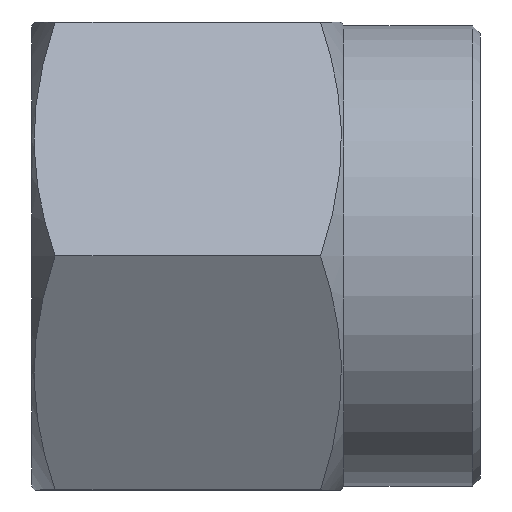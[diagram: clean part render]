
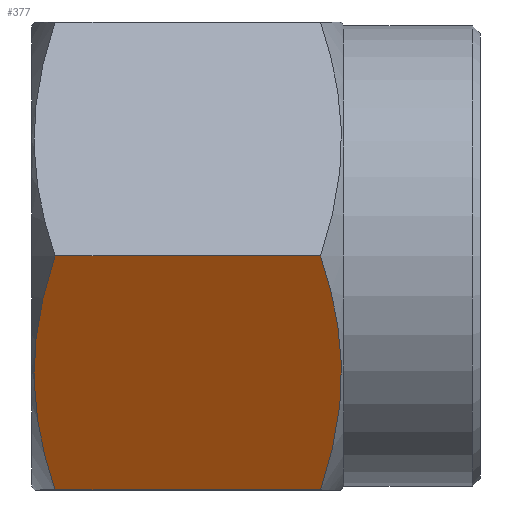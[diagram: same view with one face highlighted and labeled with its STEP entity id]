
A CAD part, left-side view. The second image highlights one B-rep face of the part: STEP entity #377.
In plain terms, the highlighted planar face has unit normal (-0.866, 0, -0.5).
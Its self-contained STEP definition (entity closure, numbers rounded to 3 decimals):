
#20 = AXIS2_PLACEMENT_3D ( 'NONE', #891, #882, #881 ) ;
#46 = CARTESIAN_POINT ( 'NONE',  ( -6.928, 11.5, 0. ) ) ;
#47 = DIRECTION ( 'NONE',  ( 0., -1., 0. ) ) ;
#48 = CARTESIAN_POINT ( 'NONE',  ( -3.464, 11.5, -6. ) ) ;
#49 = DIRECTION ( 'NONE',  ( 0., -1., 0. ) ) ;
#202 = CARTESIAN_POINT ( 'NONE',  ( -6.928, 4.094, 0. ) ) ;
#203 = CARTESIAN_POINT ( 'NONE',  ( -6.363, 3.767, -0.98 ) ) ;
#204 = CARTESIAN_POINT ( 'NONE',  ( -5.788, 3.558, -1.974 ) ) ;
#205 = CARTESIAN_POINT ( 'NONE',  ( -5.052, 3.558, -3.249 ) ) ;
#206 = CARTESIAN_POINT ( 'NONE',  ( -4.904, 3.57, -3.506 ) ) ;
#207 = CARTESIAN_POINT ( 'NONE',  ( -4.612, 3.619, -4.012 ) ) ;
#208 = CARTESIAN_POINT ( 'NONE',  ( -4.466, 3.655, -4.264 ) ) ;
#209 = CARTESIAN_POINT ( 'NONE',  ( -4.033, 3.795, -5.015 ) ) ;
#210 = CARTESIAN_POINT ( 'NONE',  ( -3.747, 3.93, -5.51 ) ) ;
#211 = CARTESIAN_POINT ( 'NONE',  ( -3.464, 4.094, -6. ) ) ;
#232 = CARTESIAN_POINT ( 'NONE',  ( -6.928, 10.906, 0. ) ) ;
#233 = CARTESIAN_POINT ( 'NONE',  ( -3.464, 10.906, -6. ) ) ;
#235 = CARTESIAN_POINT ( 'NONE',  ( -6.928, 4.094, 0. ) ) ;
#236 = CARTESIAN_POINT ( 'NONE',  ( -3.464, 4.094, -6. ) ) ;
#340 = CARTESIAN_POINT ( 'NONE',  ( -3.464, 10.906, -6. ) ) ;
#341 = CARTESIAN_POINT ( 'NONE',  ( -4.03, 11.233, -5.02 ) ) ;
#342 = CARTESIAN_POINT ( 'NONE',  ( -4.604, 11.442, -4.026 ) ) ;
#343 = CARTESIAN_POINT ( 'NONE',  ( -5.34, 11.442, -2.751 ) ) ;
#344 = CARTESIAN_POINT ( 'NONE',  ( -5.488, 11.43, -2.494 ) ) ;
#345 = CARTESIAN_POINT ( 'NONE',  ( -5.781, 11.381, -1.988 ) ) ;
#346 = CARTESIAN_POINT ( 'NONE',  ( -5.926, 11.345, -1.736 ) ) ;
#348 = CARTESIAN_POINT ( 'NONE',  ( -6.928, 10.906, 0. ) ) ;
#349 = CARTESIAN_POINT ( 'NONE',  ( -6.36, 11.205, -0.985 ) ) ;
#352 = CARTESIAN_POINT ( 'NONE',  ( -6.645, 11.07, -0.49 ) ) ;
#363 = EDGE_CURVE ( 'NONE', #534, #533, #869, .T. ) ;
#377 = ADVANCED_FACE ( 'NONE', ( #708 ), #741, .F. ) ;
#390 = EDGE_CURVE ( 'NONE', #533, #538, #470, .T. ) ;
#391 = EDGE_CURVE ( 'NONE', #534, #539, #472, .T. ) ;
#432 = EDGE_CURVE ( 'NONE', #538, #539, #850, .T. ) ;
#470 = LINE ( 'NONE', #46, #777 ) ;
#472 = LINE ( 'NONE', #48, #779 ) ;
#533 = VERTEX_POINT ( 'NONE', #232 ) ;
#534 = VERTEX_POINT ( 'NONE', #233 ) ;
#538 = VERTEX_POINT ( 'NONE', #235 ) ;
#539 = VERTEX_POINT ( 'NONE', #236 ) ;
#560 = EDGE_LOOP ( 'NONE', ( #594, #598, #593, #656 ) ) ;
#593 = ORIENTED_EDGE ( 'NONE', *, *, #390, .F. ) ;
#594 = ORIENTED_EDGE ( 'NONE', *, *, #391, .T. ) ;
#598 = ORIENTED_EDGE ( 'NONE', *, *, #432, .F. ) ;
#656 = ORIENTED_EDGE ( 'NONE', *, *, #363, .F. ) ;
#708 = FACE_OUTER_BOUND ( 'NONE', #560, .T. ) ;
#741 = PLANE ( 'NONE',  #20 ) ;
#777 = VECTOR ( 'NONE', #47, 1000. ) ;
#779 = VECTOR ( 'NONE', #49, 1000. ) ;
#850 = B_SPLINE_CURVE_WITH_KNOTS ( 'NONE', 3,
 ( #202, #203, #204, #205, #206, #207, #208, #209, #210, #211 ),
 .UNSPECIFIED., .F., .F.,
 ( 4, 2, 2, 2, 4 ),
 ( 0., 0.003, 0.004, 0.005, 0.007 ),
 .UNSPECIFIED. ) ;
#869 = B_SPLINE_CURVE_WITH_KNOTS ( 'NONE', 3,
 ( #340, #341, #342, #343, #344, #345, #346, #349, #352, #348 ),
 .UNSPECIFIED., .F., .F.,
 ( 4, 2, 2, 2, 4 ),
 ( 0., 0.003, 0.004, 0.005, 0.007 ),
 .UNSPECIFIED. ) ;
#881 = DIRECTION ( 'NONE',  ( 0.5, 0., -0.866 ) ) ;
#882 = DIRECTION ( 'NONE',  ( 0.866, 0., 0.5 ) ) ;
#891 = CARTESIAN_POINT ( 'NONE',  ( -3.464, 11.5, -6. ) ) ;
